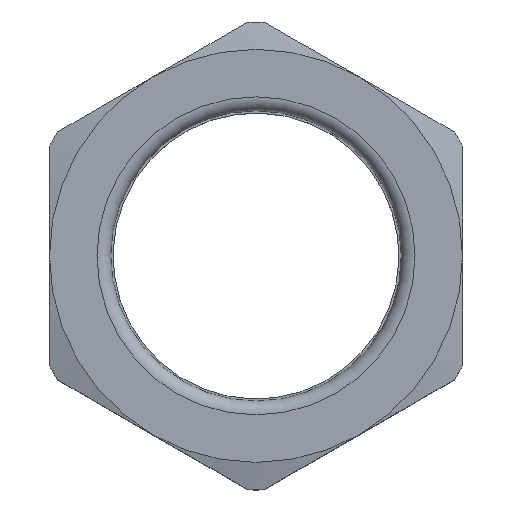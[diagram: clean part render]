
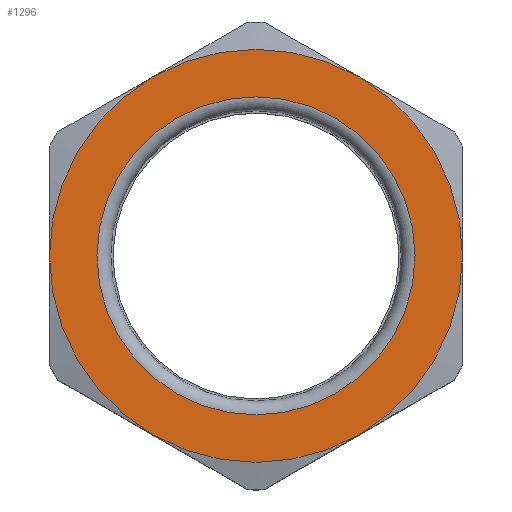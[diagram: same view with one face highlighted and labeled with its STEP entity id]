
A CAD part, top view. The second image highlights one B-rep face of the part: STEP entity #1296.
In plain terms, the highlighted planar face has unit normal (0, 0, 1).
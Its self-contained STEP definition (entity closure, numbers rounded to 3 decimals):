
#407=CARTESIAN_POINT('',(-22.5,-38.971,52.));
#408=VERTEX_POINT('',#407);
#455=CARTESIAN_POINT('',(-45.,-0.,52.));
#456=VERTEX_POINT('',#455);
#503=CARTESIAN_POINT('',(-22.5,38.971,52.));
#504=VERTEX_POINT('',#503);
#557=CARTESIAN_POINT('',(22.5,38.971,52.));
#558=VERTEX_POINT('',#557);
#605=CARTESIAN_POINT('',(45.,0.,52.));
#606=VERTEX_POINT('',#605);
#653=CARTESIAN_POINT('',(22.5,-38.971,52.));
#654=VERTEX_POINT('',#653);
#697=CARTESIAN_POINT('',(0.,-0.,52.));
#698=DIRECTION('',(-0.,0.,-1.));
#699=DIRECTION('',(-0.5,0.866,0.));
#700=AXIS2_PLACEMENT_3D('',#697,#698,#699);
#701=CIRCLE('',#700,45.);
#702=EDGE_CURVE('',#654,#408,#701,.T.);
#721=CARTESIAN_POINT('',(0.,-0.,52.));
#722=DIRECTION('',(-0.,0.,-1.));
#723=DIRECTION('',(-0.5,0.866,0.));
#724=AXIS2_PLACEMENT_3D('',#721,#722,#723);
#725=CIRCLE('',#724,45.);
#726=EDGE_CURVE('',#606,#654,#725,.T.);
#745=CARTESIAN_POINT('',(0.,-0.,52.));
#746=DIRECTION('',(-0.,0.,-1.));
#747=DIRECTION('',(-0.5,0.866,0.));
#748=AXIS2_PLACEMENT_3D('',#745,#746,#747);
#749=CIRCLE('',#748,45.);
#750=EDGE_CURVE('',#558,#606,#749,.T.);
#769=CARTESIAN_POINT('',(0.,-0.,52.));
#770=DIRECTION('',(-0.,0.,-1.));
#771=DIRECTION('',(-0.5,0.866,0.));
#772=AXIS2_PLACEMENT_3D('',#769,#770,#771);
#773=CIRCLE('',#772,45.);
#774=EDGE_CURVE('',#504,#558,#773,.T.);
#793=CARTESIAN_POINT('',(0.,-0.,52.));
#794=DIRECTION('',(-0.,0.,-1.));
#795=DIRECTION('',(-0.5,0.866,0.));
#796=AXIS2_PLACEMENT_3D('',#793,#794,#795);
#797=CIRCLE('',#796,45.);
#798=EDGE_CURVE('',#456,#504,#797,.T.);
#817=CARTESIAN_POINT('',(0.,-0.,52.));
#818=DIRECTION('',(-0.,0.,-1.));
#819=DIRECTION('',(-0.5,0.866,0.));
#820=AXIS2_PLACEMENT_3D('',#817,#818,#819);
#821=CIRCLE('',#820,45.);
#822=EDGE_CURVE('',#408,#456,#821,.T.);
#1272=CARTESIAN_POINT('',(0.,-0.,52.));
#1273=DIRECTION('',(0.,-0.,1.));
#1274=DIRECTION('',(0.5,-0.866,-0.));
#1275=AXIS2_PLACEMENT_3D('',#1272,#1273,#1274);
#1276=PLANE('',#1275);
#1277=CARTESIAN_POINT('',(17.325,-30.008,52.));
#1278=VERTEX_POINT('',#1277);
#1279=CARTESIAN_POINT('',(0.,-0.,52.));
#1280=DIRECTION('',(-0.,0.,-1.));
#1281=DIRECTION('',(0.5,-0.866,-0.));
#1282=AXIS2_PLACEMENT_3D('',#1279,#1280,#1281);
#1283=CIRCLE('',#1282,34.65);
#1284=EDGE_CURVE('',#1278,#1278,#1283,.T.);
#1285=ORIENTED_EDGE('',*,*,#1284,.T.);
#1286=EDGE_LOOP('',(#1285));
#1287=FACE_BOUND('',#1286,.T.);
#1288=ORIENTED_EDGE('',*,*,#702,.F.);
#1289=ORIENTED_EDGE('',*,*,#726,.F.);
#1290=ORIENTED_EDGE('',*,*,#750,.F.);
#1291=ORIENTED_EDGE('',*,*,#774,.F.);
#1292=ORIENTED_EDGE('',*,*,#798,.F.);
#1293=ORIENTED_EDGE('',*,*,#822,.F.);
#1294=EDGE_LOOP('',(#1288,#1289,#1290,#1291,#1292,#1293));
#1295=FACE_BOUND('',#1294,.T.);
#1296=ADVANCED_FACE('',(#1287,#1295),#1276,.T.);
